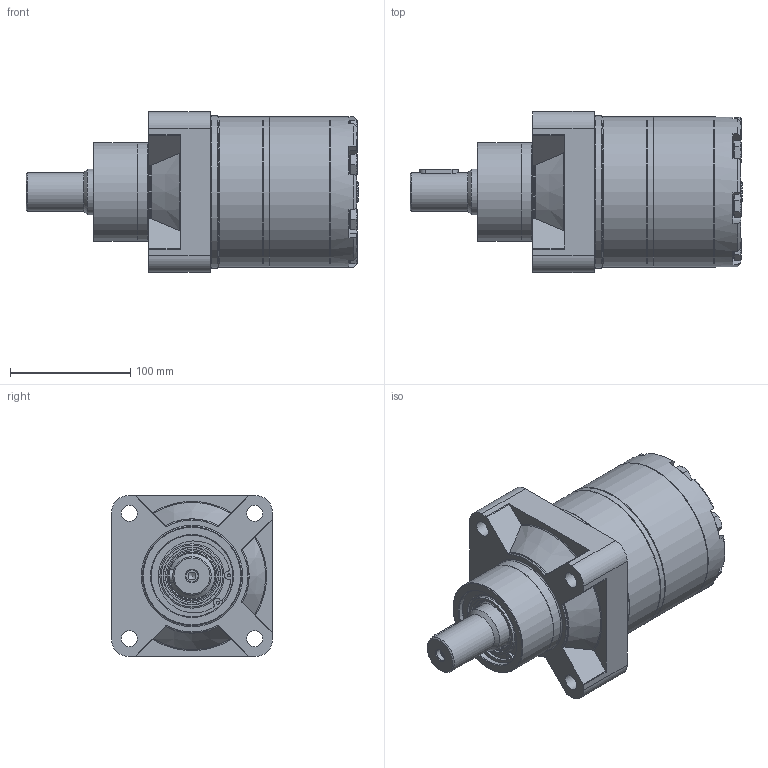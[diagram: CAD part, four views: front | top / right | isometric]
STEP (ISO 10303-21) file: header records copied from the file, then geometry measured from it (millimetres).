
FILE_DESCRIPTION(/* description */ ('STEP AP214'),/* implementation_level */ '2;1');
FILE_NAME(/* name */ 'HW370M2P(EURO)',/* time_stamp */ '2023-02-20T13:49:43+01:00',/* author */ ('License CC BY-ND 4.0'),/* organization */ ('CADENAS'),/* preprocessor_version */ 'ST-DEVELOPER v18.102',/* originating_system */ 'PARTsolutions',/* authorisation */ ' ');
FILE_SCHEMA (('AUTOMOTIVE_DESIGN {1 0 10303 214 3 1 1}'));
Length unit declared in the file: millimetre
Products named in the file (7): HW370M2P(EURO); Hexagon bolt DIN 931-1 M10x660; HWEC; HW370D; HWF; HWMSH; HWMF
Assembly tree (12 placements, depth 2):
  HW370M2P(EURO)
    Hexagon bolt DIN 931-1 M10x660  x7
    HWEC
    HW370D
    HWF
    HWMSH
    HWMF
Bounding box: 276.6 x 134 x 134 mm (x, y, z)
Volume: 2525258.6 mm3; surface area: 281540.9 mm2
Topology: 12 solids, 12 shells, 340 faces, 770 edges, 487 vertices
Faces by surface type: plane 145, cylinder 91, cone 79, torus 25
Full cylindrical faces by diameter (mm): 2 x2, 2.5 x2, 6.647 x1, 10 x8, 10.4 x7, 10.5 x7, 13.5 x4, 16 x7, 18 x1, 18.631 x2, 21 x1, 32 x1, 34 x2, 38.1 x1, 44 x1, 48 x1, 51.6 x1, 65 x1, 68 x1, 68.1 x2, 71 x1, 82.2 x1, 82.5 x1, 125 x4, 127 x1
Entity records: 6269 total; most frequent: CARTESIAN_POINT 1167, DIRECTION 1064, ORIENTED_EDGE 864, AXIS2_PLACEMENT_3D 451, EDGE_CURVE 432, FACE_BOUND 362, EDGE_LOOP 357, VERTEX_POINT 330
